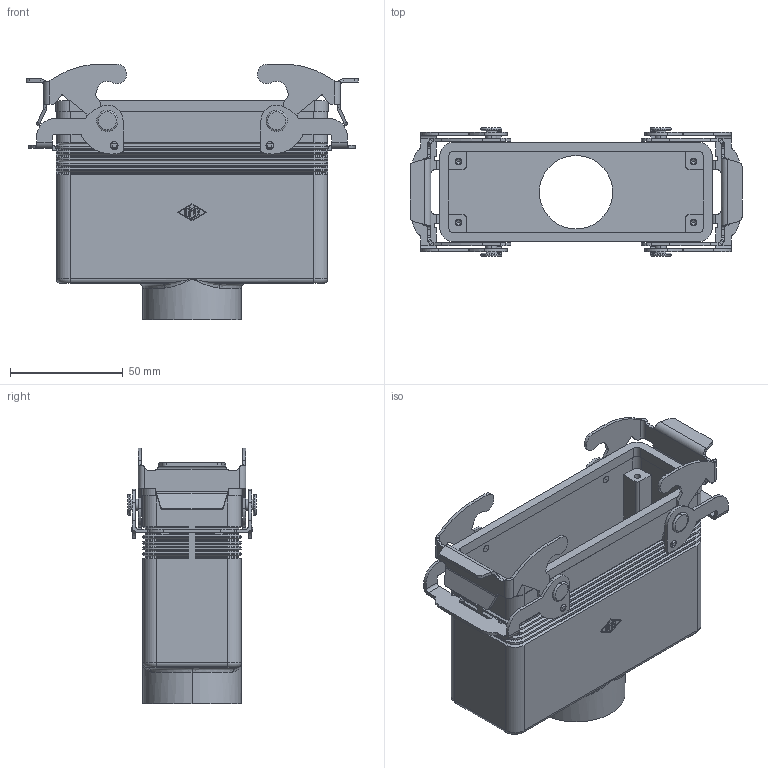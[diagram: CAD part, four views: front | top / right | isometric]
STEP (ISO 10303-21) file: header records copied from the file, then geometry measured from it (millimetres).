
FILE_DESCRIPTION((''),'2;1');
FILE_NAME('CVAV 24 G29.stp','2006-12-19T10:13:00',('gembarski'),(''),'Autodesk Inventor 7','Autodesk Inventor 7','');
FILE_SCHEMA(('AUTOMOTIVE_DESIGN { 1 0 10303 214 1 1 1 1 }'));
Length unit declared in the file: millimetre
Products named in the file (1): CVAV 24 G29
Bounding box: 146.97 x 57 x 113 mm (x, y, z)
Volume: 121434.9 mm3; surface area: 81618.9 mm2
Topology: 3 solids, 3 shells, 841 faces, 2177 edges, 1364 vertices
Faces by surface type: bspline 348, plane 247, cylinder 206, cone 28, torus 12
Entity records: 31292 total; most frequent: CARTESIAN_POINT 11623, ORIENTED_EDGE 4322, DIRECTION 3745, EDGE_CURVE 2161, VECTOR 1397, LINE 1397, VERTEX_POINT 1364, AXIS2_PLACEMENT_3D 1174
